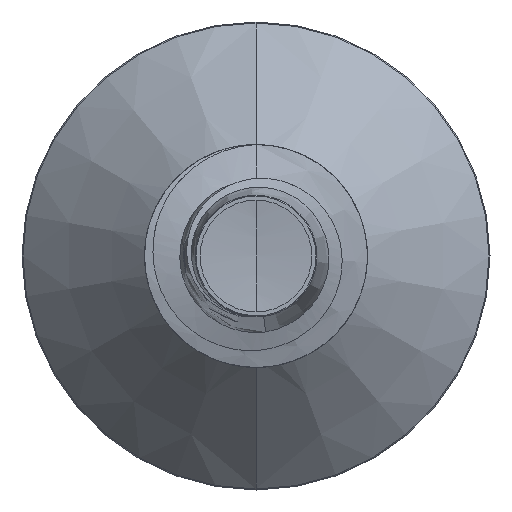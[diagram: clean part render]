
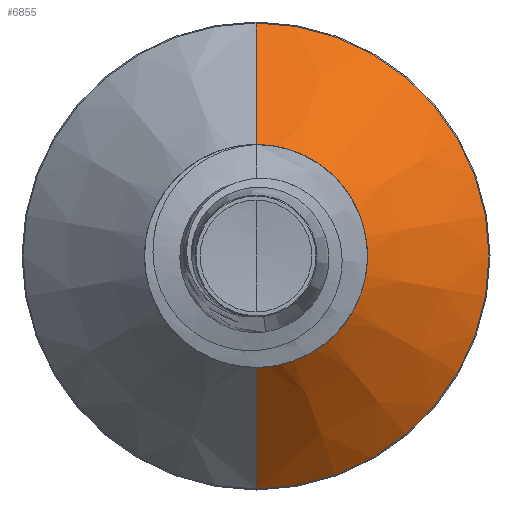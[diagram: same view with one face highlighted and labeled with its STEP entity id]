
A CAD part, front view. The second image highlights one B-rep face of the part: STEP entity #6855.
In plain terms, the highlighted conical face has half-angle 45 degrees and reference radius 1.857 mm.
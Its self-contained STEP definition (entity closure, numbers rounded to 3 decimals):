
#970 = LINE ( 'NONE', #15159, #23550 ) ;
#2696 = AXIS2_PLACEMENT_3D ( 'NONE', #6988, #21627, #9585 ) ;
#2941 = AXIS2_PLACEMENT_3D ( 'NONE', #8827, #22595, #11295 ) ;
#3780 = DIRECTION ( 'NONE',  ( 0., 1., 0. ) ) ;
#4333 = VERTEX_POINT ( 'NONE', #6583 ) ;
#4607 = VERTEX_POINT ( 'NONE', #6793 ) ;
#5738 = CARTESIAN_POINT ( 'NONE',  ( 0., 16.957, 0. ) ) ;
#5745 = DIRECTION ( 'NONE',  ( 0., 0., 1. ) ) ;
#6583 = CARTESIAN_POINT ( 'NONE',  ( 0., 16.957, 1.857 ) ) ;
#6793 = CARTESIAN_POINT ( 'NONE',  ( 0., 16.957, -1.857 ) ) ;
#6855 = ADVANCED_FACE ( 'NONE', ( #24271 ), #23839, .T. ) ;
#6988 = CARTESIAN_POINT ( 'NONE',  ( 0., 19.282, 0. ) ) ;
#7737 = EDGE_LOOP ( 'NONE', ( #12254, #17920, #22223, #18489 ) ) ;
#7844 = VERTEX_POINT ( 'NONE', #25277 ) ;
#8827 = CARTESIAN_POINT ( 'NONE',  ( 0., 16.957, 0. ) ) ;
#9362 = CARTESIAN_POINT ( 'NONE',  ( 0., 16.957, -1.857 ) ) ;
#9585 = DIRECTION ( 'NONE',  ( 0., 0., 1. ) ) ;
#10561 = VECTOR ( 'NONE', #11847, 1000. ) ;
#11295 = DIRECTION ( 'NONE',  ( 0., 0., 1. ) ) ;
#11710 = CIRCLE ( 'NONE', #2696, 4.182 ) ;
#11847 = DIRECTION ( 'NONE',  ( 0., 0.707, -0.707 ) ) ;
#12254 = ORIENTED_EDGE ( 'NONE', *, *, #23375, .T. ) ;
#15159 = CARTESIAN_POINT ( 'NONE',  ( 0., 16.957, 1.857 ) ) ;
#15938 = LINE ( 'NONE', #9362, #10561 ) ;
#17920 = ORIENTED_EDGE ( 'NONE', *, *, #23125, .T. ) ;
#18489 = ORIENTED_EDGE ( 'NONE', *, *, #24239, .F. ) ;
#19773 = CIRCLE ( 'NONE', #2941, 1.857 ) ;
#21066 = VERTEX_POINT ( 'NONE', #24960 ) ;
#21601 = DIRECTION ( 'NONE',  ( 0., 0.707, 0.707 ) ) ;
#21627 = DIRECTION ( 'NONE',  ( 0., 1., 0. ) ) ;
#21893 = AXIS2_PLACEMENT_3D ( 'NONE', #5738, #3780, #5745 ) ;
#22223 = ORIENTED_EDGE ( 'NONE', *, *, #23514, .F. ) ;
#22595 = DIRECTION ( 'NONE',  ( 0., 1., 0. ) ) ;
#23125 = EDGE_CURVE ( 'NONE', #4607, #21066, #15938, .T. ) ;
#23375 = EDGE_CURVE ( 'NONE', #4333, #4607, #19773, .T. ) ;
#23514 = EDGE_CURVE ( 'NONE', #7844, #21066, #11710, .T. ) ;
#23550 = VECTOR ( 'NONE', #21601, 1000. ) ;
#23839 = CONICAL_SURFACE ( 'NONE', #21893, 1.857, 0.785 ) ;
#24239 = EDGE_CURVE ( 'NONE', #4333, #7844, #970, .T. ) ;
#24271 = FACE_OUTER_BOUND ( 'NONE', #7737, .T. ) ;
#24960 = CARTESIAN_POINT ( 'NONE',  ( 0., 19.282, -4.182 ) ) ;
#25277 = CARTESIAN_POINT ( 'NONE',  ( 0., 19.282, 4.182 ) ) ;
